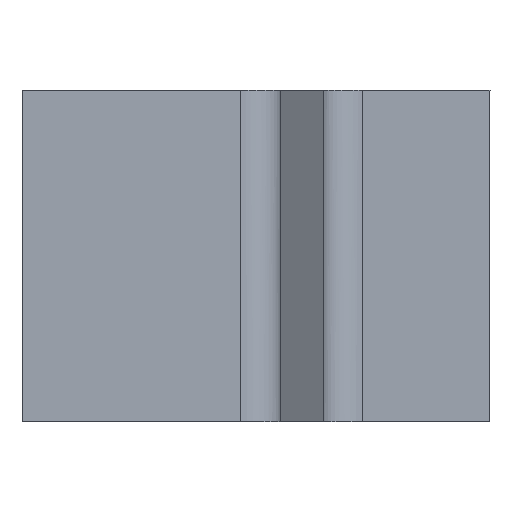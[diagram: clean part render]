
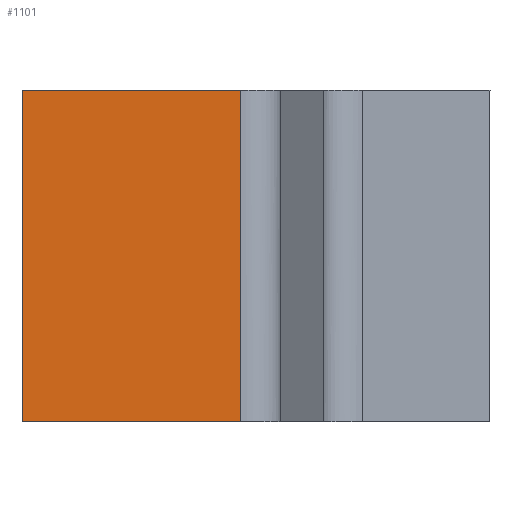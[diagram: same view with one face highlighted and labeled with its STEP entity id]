
A CAD part, front view. The second image highlights one B-rep face of the part: STEP entity #1101.
In plain terms, the highlighted planar face has unit normal (0, -1, 0).
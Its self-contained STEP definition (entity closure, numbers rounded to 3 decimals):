
#128 = PLANE('',#129);
#129 = AXIS2_PLACEMENT_3D('',#130,#131,#132);
#130 = CARTESIAN_POINT('',(308.638,10.232,
    32.523));
#131 = DIRECTION('',(0.,0.,
    -1.));
#132 = DIRECTION('',(-1.,0.,
    0.));
#224 = PLANE('',#225);
#225 = AXIS2_PLACEMENT_3D('',#226,#227,#228);
#226 = CARTESIAN_POINT('',(308.638,10.232,
    32.948));
#227 = DIRECTION('',(0.,0.,
    1.));
#228 = DIRECTION('',(1.,0.,
    0.));
#877 = ( BOUNDED_SURFACE() B_SPLINE_SURFACE(2,1,(
    (#878,#879)
    ,(#880,#881)
    ,(#882,#883)
    ,(#884,#885)
    ,(#886,#887)
    ,(#888,#889)
    ,(#890,#891)
    ,(#892,#893)
,(#894,#895
    )),.UNSPECIFIED.,.T.,.F.,.F.) B_SPLINE_SURFACE_WITH_KNOTS((1,2,2,2,2
    ,2,1),(2,2),(-1.571,0.,1.571,3.142,
    4.712,6.283,7.854),(0.,0.751),
.UNSPECIFIED.) GEOMETRIC_REPRESENTATION_ITEM() RATIONAL_B_SPLINE_SURFACE
((
    (1.,1.)
    ,(0.707,0.707)
    ,(1.,1.)
    ,(0.707,0.707)
    ,(1.,1.)
    ,(0.707,0.707)
    ,(1.,1.)
    ,(0.707,0.707)
,(1.,1.))) REPRESENTATION_ITEM('') SURFACE() );
#878 = CARTESIAN_POINT('',(307.589,10.488,
    32.36));
#879 = CARTESIAN_POINT('',(307.589,10.488,
    33.111));
#880 = CARTESIAN_POINT('',(307.589,10.539,
    32.36));
#881 = CARTESIAN_POINT('',(307.589,10.539,
    33.111));
#882 = CARTESIAN_POINT('',(307.538,10.539,
    32.36));
#883 = CARTESIAN_POINT('',(307.538,10.539,
    33.111));
#884 = CARTESIAN_POINT('',(307.487,10.539,
    32.36));
#885 = CARTESIAN_POINT('',(307.487,10.539,
    33.111));
#886 = CARTESIAN_POINT('',(307.487,10.488,
    32.36));
#887 = CARTESIAN_POINT('',(307.487,10.488,
    33.111));
#888 = CARTESIAN_POINT('',(307.487,10.437,
    32.36));
#889 = CARTESIAN_POINT('',(307.487,10.437,
    33.111));
#890 = CARTESIAN_POINT('',(307.538,10.437,
    32.36));
#891 = CARTESIAN_POINT('',(307.538,10.437,
    33.111));
#892 = CARTESIAN_POINT('',(307.589,10.437,
    32.36));
#893 = CARTESIAN_POINT('',(307.589,10.437,
    33.111));
#894 = CARTESIAN_POINT('',(307.589,10.488,
    32.36));
#895 = CARTESIAN_POINT('',(307.589,10.488,
    33.111));
#966 = VERTEX_POINT('',#967);
#967 = CARTESIAN_POINT('',(307.538,10.437,
    32.948));
#1010 = EDGE_CURVE('',#966,#1011,#1013,.T.);
#1011 = VERTEX_POINT('',#1012);
#1012 = CARTESIAN_POINT('',(307.538,10.437,
    32.523));
#1013 = SURFACE_CURVE('',#1014,(#1017,#1046),.PCURVE_S1.);
#1014 = B_SPLINE_CURVE_WITH_KNOTS('',1,(#1015,#1016),.UNSPECIFIED.,.F.,
  .F.,(2,2),(-0.425,0.),.PIECEWISE_BEZIER_KNOTS.);
#1015 = CARTESIAN_POINT('',(307.538,10.437,
    32.948));
#1016 = CARTESIAN_POINT('',(307.538,10.437,
    32.523));
#1017 = PCURVE('',#877,#1018);
#1018 = DEFINITIONAL_REPRESENTATION('',(#1019),#1045);
#1019 = B_SPLINE_CURVE_WITH_KNOTS('',3,(#1020,#1021,#1022,#1023,#1024,
    #1025,#1026,#1027,#1028,#1029,#1030,#1031,#1032,#1033,#1034,#1035,
    #1036,#1037,#1038,#1039,#1040,#1041,#1042,#1043,#1044),
  .UNSPECIFIED.,.F.,.F.,(4,1,1,1,1,1,1,1,1,1,1,1,1,1,1,1,1,1,1,1,1,1,4),
  (-0.425,-0.406,-0.387,-0.367,
    -0.348,-0.329,-0.309,-0.29,
    -0.271,-0.251,-0.232,-0.213,
    -0.193,-0.174,-0.155,-0.135,
    -0.116,-0.097,-0.077,
    -0.058,-0.039,-0.019,0.),
  .QUASI_UNIFORM_KNOTS.);
#1020 = CARTESIAN_POINT('',(4.712,0.588));
#1021 = CARTESIAN_POINT('',(4.712,0.582));
#1022 = CARTESIAN_POINT('',(4.712,0.569));
#1023 = CARTESIAN_POINT('',(4.712,0.549));
#1024 = CARTESIAN_POINT('',(4.712,0.53));
#1025 = CARTESIAN_POINT('',(4.712,0.511));
#1026 = CARTESIAN_POINT('',(4.712,0.491));
#1027 = CARTESIAN_POINT('',(4.712,0.472));
#1028 = CARTESIAN_POINT('',(4.712,0.453));
#1029 = CARTESIAN_POINT('',(4.712,0.433));
#1030 = CARTESIAN_POINT('',(4.712,0.414));
#1031 = CARTESIAN_POINT('',(4.712,0.395));
#1032 = CARTESIAN_POINT('',(4.712,0.375));
#1033 = CARTESIAN_POINT('',(4.712,0.356));
#1034 = CARTESIAN_POINT('',(4.712,0.337));
#1035 = CARTESIAN_POINT('',(4.712,0.317));
#1036 = CARTESIAN_POINT('',(4.712,0.298));
#1037 = CARTESIAN_POINT('',(4.712,0.279));
#1038 = CARTESIAN_POINT('',(4.712,0.259));
#1039 = CARTESIAN_POINT('',(4.712,0.24));
#1040 = CARTESIAN_POINT('',(4.712,0.221));
#1041 = CARTESIAN_POINT('',(4.712,0.201));
#1042 = CARTESIAN_POINT('',(4.712,0.182));
#1043 = CARTESIAN_POINT('',(4.712,0.169));
#1044 = CARTESIAN_POINT('',(4.712,0.163));
#1045 = ( GEOMETRIC_REPRESENTATION_CONTEXT(2) 
PARAMETRIC_REPRESENTATION_CONTEXT() REPRESENTATION_CONTEXT('2D SPACE',''
  ) );
#1046 = PCURVE('',#1047,#1052);
#1047 = PLANE('',#1048);
#1048 = AXIS2_PLACEMENT_3D('',#1049,#1050,#1051);
#1049 = CARTESIAN_POINT('',(308.286,10.437,
    33.711));
#1050 = DIRECTION('',(0.,-1.,0.));
#1051 = DIRECTION('',(0.,0.,
    1.));
#1052 = DEFINITIONAL_REPRESENTATION('',(#1053),#1056);
#1053 = B_SPLINE_CURVE_WITH_KNOTS('',1,(#1054,#1055),.UNSPECIFIED.,.F.,
  .F.,(2,2),(-0.425,0.),.PIECEWISE_BEZIER_KNOTS.);
#1054 = CARTESIAN_POINT('',(-0.763,0.748));
#1055 = CARTESIAN_POINT('',(-1.188,0.748));
#1056 = ( GEOMETRIC_REPRESENTATION_CONTEXT(2) 
PARAMETRIC_REPRESENTATION_CONTEXT() REPRESENTATION_CONTEXT('2D SPACE',''
  ) );
#1101 = ADVANCED_FACE('',(#1102),#1047,.T.);
#1102 = FACE_BOUND('',#1103,.T.);
#1103 = EDGE_LOOP('',(#1104,#1131,#1149,#1150));
#1104 = ORIENTED_EDGE('',*,*,#1105,.F.);
#1105 = EDGE_CURVE('',#1106,#1108,#1110,.T.);
#1106 = VERTEX_POINT('',#1107);
#1107 = CARTESIAN_POINT('',(307.258,10.437,
    32.523));
#1108 = VERTEX_POINT('',#1109);
#1109 = CARTESIAN_POINT('',(307.258,10.437,
    32.948));
#1110 = SURFACE_CURVE('',#1111,(#1114,#1120),.PCURVE_S1.);
#1111 = B_SPLINE_CURVE_WITH_KNOTS('',1,(#1112,#1113),.UNSPECIFIED.,.F.,
  .F.,(2,2),(0.,0.425),.PIECEWISE_BEZIER_KNOTS.);
#1112 = CARTESIAN_POINT('',(307.258,10.437,
    32.523));
#1113 = CARTESIAN_POINT('',(307.258,10.437,
    32.948));
#1114 = PCURVE('',#1047,#1115);
#1115 = DEFINITIONAL_REPRESENTATION('',(#1116),#1119);
#1116 = B_SPLINE_CURVE_WITH_KNOTS('',1,(#1117,#1118),.UNSPECIFIED.,.F.,
  .F.,(2,2),(0.,0.425),.PIECEWISE_BEZIER_KNOTS.);
#1117 = CARTESIAN_POINT('',(-1.188,1.029));
#1118 = CARTESIAN_POINT('',(-0.763,1.029));
#1119 = ( GEOMETRIC_REPRESENTATION_CONTEXT(2) 
PARAMETRIC_REPRESENTATION_CONTEXT() REPRESENTATION_CONTEXT('2D SPACE',''
  ) );
#1120 = PCURVE('',#1121,#1126);
#1121 = PLANE('',#1122);
#1122 = AXIS2_PLACEMENT_3D('',#1123,#1124,#1125);
#1123 = CARTESIAN_POINT('',(307.258,9.704,
    33.711));
#1124 = DIRECTION('',(-1.,0.,
    0.));
#1125 = DIRECTION('',(0.,0.,
    -1.));
#1126 = DEFINITIONAL_REPRESENTATION('',(#1127),#1130);
#1127 = B_SPLINE_CURVE_WITH_KNOTS('',1,(#1128,#1129),.UNSPECIFIED.,.F.,
  .F.,(2,2),(0.,0.425),.PIECEWISE_BEZIER_KNOTS.);
#1128 = CARTESIAN_POINT('',(1.188,-0.733));
#1129 = CARTESIAN_POINT('',(0.763,-0.733));
#1130 = ( GEOMETRIC_REPRESENTATION_CONTEXT(2) 
PARAMETRIC_REPRESENTATION_CONTEXT() REPRESENTATION_CONTEXT('2D SPACE',''
  ) );
#1131 = ORIENTED_EDGE('',*,*,#1132,.F.);
#1132 = EDGE_CURVE('',#1011,#1106,#1133,.T.);
#1133 = SURFACE_CURVE('',#1134,(#1137,#1143),.PCURVE_S1.);
#1134 = B_SPLINE_CURVE_WITH_KNOTS('',1,(#1135,#1136),.UNSPECIFIED.,.F.,
  .F.,(2,2),(0.,0.281),.PIECEWISE_BEZIER_KNOTS.);
#1135 = CARTESIAN_POINT('',(307.538,10.437,
    32.523));
#1136 = CARTESIAN_POINT('',(307.258,10.437,
    32.523));
#1137 = PCURVE('',#1047,#1138);
#1138 = DEFINITIONAL_REPRESENTATION('',(#1139),#1142);
#1139 = B_SPLINE_CURVE_WITH_KNOTS('',1,(#1140,#1141),.UNSPECIFIED.,.F.,
  .F.,(2,2),(0.,0.281),.PIECEWISE_BEZIER_KNOTS.);
#1140 = CARTESIAN_POINT('',(-1.188,0.748));
#1141 = CARTESIAN_POINT('',(-1.188,1.029));
#1142 = ( GEOMETRIC_REPRESENTATION_CONTEXT(2) 
PARAMETRIC_REPRESENTATION_CONTEXT() REPRESENTATION_CONTEXT('2D SPACE',''
  ) );
#1143 = PCURVE('',#128,#1144);
#1144 = DEFINITIONAL_REPRESENTATION('',(#1145),#1148);
#1145 = B_SPLINE_CURVE_WITH_KNOTS('',1,(#1146,#1147),.UNSPECIFIED.,.F.,
  .F.,(2,2),(0.,0.281),.PIECEWISE_BEZIER_KNOTS.);
#1146 = CARTESIAN_POINT('',(1.1,0.205));
#1147 = CARTESIAN_POINT('',(1.381,0.205));
#1148 = ( GEOMETRIC_REPRESENTATION_CONTEXT(2) 
PARAMETRIC_REPRESENTATION_CONTEXT() REPRESENTATION_CONTEXT('2D SPACE',''
  ) );
#1149 = ORIENTED_EDGE('',*,*,#1010,.F.);
#1150 = ORIENTED_EDGE('',*,*,#1151,.F.);
#1151 = EDGE_CURVE('',#1108,#966,#1152,.T.);
#1152 = SURFACE_CURVE('',#1153,(#1156,#1162),.PCURVE_S1.);
#1153 = B_SPLINE_CURVE_WITH_KNOTS('',1,(#1154,#1155),.UNSPECIFIED.,.F.,
  .F.,(2,2),(-0.281,0.),.PIECEWISE_BEZIER_KNOTS.);
#1154 = CARTESIAN_POINT('',(307.258,10.437,
    32.948));
#1155 = CARTESIAN_POINT('',(307.538,10.437,
    32.948));
#1156 = PCURVE('',#1047,#1157);
#1157 = DEFINITIONAL_REPRESENTATION('',(#1158),#1161);
#1158 = B_SPLINE_CURVE_WITH_KNOTS('',1,(#1159,#1160),.UNSPECIFIED.,.F.,
  .F.,(2,2),(-0.281,0.),.PIECEWISE_BEZIER_KNOTS.);
#1159 = CARTESIAN_POINT('',(-0.763,1.029));
#1160 = CARTESIAN_POINT('',(-0.763,0.748));
#1161 = ( GEOMETRIC_REPRESENTATION_CONTEXT(2) 
PARAMETRIC_REPRESENTATION_CONTEXT() REPRESENTATION_CONTEXT('2D SPACE',''
  ) );
#1162 = PCURVE('',#224,#1163);
#1163 = DEFINITIONAL_REPRESENTATION('',(#1164),#1167);
#1164 = B_SPLINE_CURVE_WITH_KNOTS('',1,(#1165,#1166),.UNSPECIFIED.,.F.,
  .F.,(2,2),(-0.281,0.),.PIECEWISE_BEZIER_KNOTS.);
#1165 = CARTESIAN_POINT('',(-1.381,0.205));
#1166 = CARTESIAN_POINT('',(-1.1,0.205));
#1167 = ( GEOMETRIC_REPRESENTATION_CONTEXT(2) 
PARAMETRIC_REPRESENTATION_CONTEXT() REPRESENTATION_CONTEXT('2D SPACE',''
  ) );
